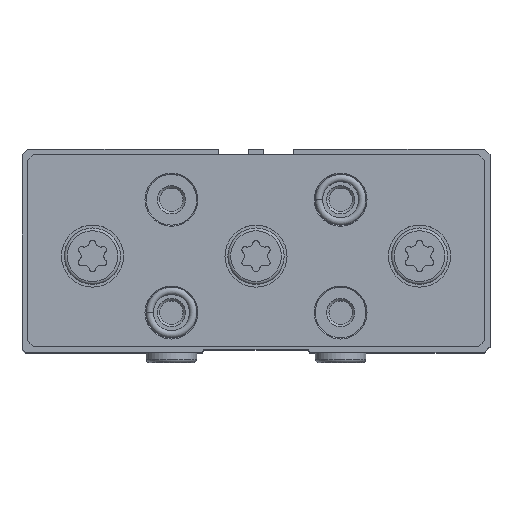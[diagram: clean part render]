
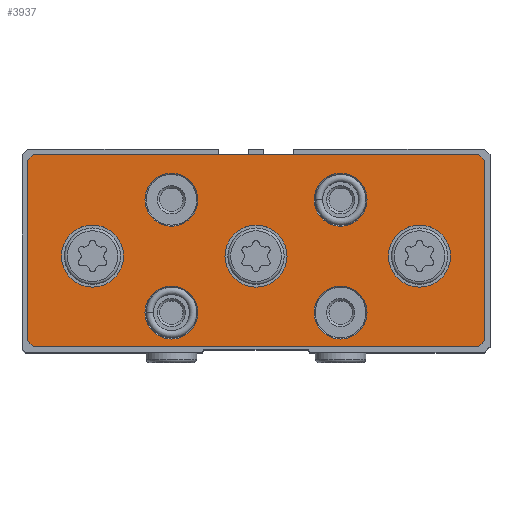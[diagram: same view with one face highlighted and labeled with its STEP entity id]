
A CAD part, top view. The second image highlights one B-rep face of the part: STEP entity #3937.
In plain terms, the highlighted face is planar.
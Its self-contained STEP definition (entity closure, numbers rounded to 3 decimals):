
#359=LINE('',#6546,#565);
#360=LINE('',#6549,#566);
#361=LINE('',#6551,#567);
#362=LINE('',#6553,#568);
#363=LINE('',#6555,#569);
#364=LINE('',#6557,#570);
#365=LINE('',#6559,#571);
#366=LINE('',#6561,#572);
#565=VECTOR('',#5293,1000.);
#566=VECTOR('',#5294,1000.);
#567=VECTOR('',#5295,1000.);
#568=VECTOR('',#5296,1000.);
#569=VECTOR('',#5297,1000.);
#570=VECTOR('',#5298,1000.);
#571=VECTOR('',#5299,1000.);
#572=VECTOR('',#5300,1000.);
#1101=ORIENTED_EDGE('',*,*,#1888,.F.);
#1102=ORIENTED_EDGE('',*,*,#1889,.F.);
#1103=ORIENTED_EDGE('',*,*,#1890,.F.);
#1104=ORIENTED_EDGE('',*,*,#1891,.F.);
#1105=ORIENTED_EDGE('',*,*,#1892,.F.);
#1106=ORIENTED_EDGE('',*,*,#1893,.F.);
#1107=ORIENTED_EDGE('',*,*,#1894,.F.);
#1108=ORIENTED_EDGE('',*,*,#1895,.T.);
#1109=ORIENTED_EDGE('',*,*,#1896,.T.);
#1110=ORIENTED_EDGE('',*,*,#1897,.T.);
#1111=ORIENTED_EDGE('',*,*,#1898,.T.);
#1112=ORIENTED_EDGE('',*,*,#1899,.T.);
#1113=ORIENTED_EDGE('',*,*,#1900,.T.);
#1114=ORIENTED_EDGE('',*,*,#1901,.T.);
#1115=ORIENTED_EDGE('',*,*,#1902,.T.);
#1888=EDGE_CURVE('',#2352,#2352,#2680,.T.);
#1889=EDGE_CURVE('',#2353,#2353,#2681,.T.);
#1890=EDGE_CURVE('',#2354,#2354,#2682,.T.);
#1891=EDGE_CURVE('',#2355,#2355,#2683,.T.);
#1892=EDGE_CURVE('',#2356,#2356,#2684,.T.);
#1893=EDGE_CURVE('',#2357,#2357,#2685,.T.);
#1894=EDGE_CURVE('',#2358,#2358,#2686,.T.);
#1895=EDGE_CURVE('',#2359,#2360,#359,.T.);
#1896=EDGE_CURVE('',#2360,#2361,#360,.T.);
#1897=EDGE_CURVE('',#2361,#2362,#361,.T.);
#1898=EDGE_CURVE('',#2362,#2363,#362,.T.);
#1899=EDGE_CURVE('',#2363,#2364,#363,.T.);
#1900=EDGE_CURVE('',#2364,#2365,#364,.T.);
#1901=EDGE_CURVE('',#2365,#2366,#365,.T.);
#1902=EDGE_CURVE('',#2366,#2359,#366,.T.);
#2352=VERTEX_POINT('',#6533);
#2353=VERTEX_POINT('',#6535);
#2354=VERTEX_POINT('',#6537);
#2355=VERTEX_POINT('',#6539);
#2356=VERTEX_POINT('',#6541);
#2357=VERTEX_POINT('',#6543);
#2358=VERTEX_POINT('',#6545);
#2359=VERTEX_POINT('',#6547);
#2360=VERTEX_POINT('',#6548);
#2361=VERTEX_POINT('',#6550);
#2362=VERTEX_POINT('',#6552);
#2363=VERTEX_POINT('',#6554);
#2364=VERTEX_POINT('',#6556);
#2365=VERTEX_POINT('',#6558);
#2366=VERTEX_POINT('',#6560);
#2680=CIRCLE('',#4383,5.5);
#2681=CIRCLE('',#4384,5.5);
#2682=CIRCLE('',#4385,5.5);
#2683=CIRCLE('',#4386,4.7);
#2684=CIRCLE('',#4387,4.7);
#2685=CIRCLE('',#4388,4.7);
#2686=CIRCLE('',#4389,4.7);
#3052=EDGE_LOOP('',(#1101));
#3053=EDGE_LOOP('',(#1102));
#3054=EDGE_LOOP('',(#1103));
#3055=EDGE_LOOP('',(#1104));
#3056=EDGE_LOOP('',(#1105));
#3057=EDGE_LOOP('',(#1106));
#3058=EDGE_LOOP('',(#1107));
#3059=EDGE_LOOP('',(#1108,#1109,#1110,#1111,#1112,#1113,#1114,#1115));
#3489=FACE_BOUND('',#3052,.T.);
#3490=FACE_BOUND('',#3053,.T.);
#3491=FACE_BOUND('',#3054,.T.);
#3492=FACE_BOUND('',#3055,.T.);
#3493=FACE_BOUND('',#3056,.T.);
#3494=FACE_BOUND('',#3057,.T.);
#3495=FACE_BOUND('',#3058,.T.);
#3496=FACE_BOUND('',#3059,.T.);
#3759=PLANE('',#4382);
#3937=ADVANCED_FACE('',(#3489,#3490,#3491,#3492,#3493,#3494,#3495,#3496),
#3759,.T.);
#4382=AXIS2_PLACEMENT_3D('',#6531,#5277,#5278);
#4383=AXIS2_PLACEMENT_3D('',#6532,#5279,#5280);
#4384=AXIS2_PLACEMENT_3D('',#6534,#5281,#5282);
#4385=AXIS2_PLACEMENT_3D('',#6536,#5283,#5284);
#4386=AXIS2_PLACEMENT_3D('',#6538,#5285,#5286);
#4387=AXIS2_PLACEMENT_3D('',#6540,#5287,#5288);
#4388=AXIS2_PLACEMENT_3D('',#6542,#5289,#5290);
#4389=AXIS2_PLACEMENT_3D('',#6544,#5291,#5292);
#5277=DIRECTION('',(1.,0.,0.));
#5278=DIRECTION('',(0.,0.,-1.));
#5279=DIRECTION('',(1.,0.,0.));
#5280=DIRECTION('',(0.,0.,-1.));
#5281=DIRECTION('',(1.,0.,0.));
#5282=DIRECTION('',(0.,0.,-1.));
#5283=DIRECTION('',(1.,0.,0.));
#5284=DIRECTION('',(0.,0.,-1.));
#5285=DIRECTION('',(1.,0.,0.));
#5286=DIRECTION('',(0.,0.,-1.));
#5287=DIRECTION('',(1.,0.,0.));
#5288=DIRECTION('',(0.,0.,-1.));
#5289=DIRECTION('',(1.,0.,0.));
#5290=DIRECTION('',(0.,0.,-1.));
#5291=DIRECTION('',(1.,0.,0.));
#5292=DIRECTION('',(0.,0.,-1.));
#5293=DIRECTION('',(0.,-1.,0.));
#5294=DIRECTION('',(0.,-0.707,-0.707));
#5295=DIRECTION('',(0.,0.,-1.));
#5296=DIRECTION('',(0.,0.707,-0.707));
#5297=DIRECTION('',(0.,1.,0.));
#5298=DIRECTION('',(0.,0.707,0.707));
#5299=DIRECTION('',(0.,0.,1.));
#5300=DIRECTION('',(0.,-0.707,0.707));
#6531=CARTESIAN_POINT('',(14.,0.,0.));
#6532=CARTESIAN_POINT('',(14.,0.,29.));
#6533=CARTESIAN_POINT('',(14.,0.,23.5));
#6534=CARTESIAN_POINT('',(14.,0.,-29.));
#6535=CARTESIAN_POINT('',(14.,0.,-34.5));
#6536=CARTESIAN_POINT('',(14.,0.,0.));
#6537=CARTESIAN_POINT('',(14.,0.,-5.5));
#6538=CARTESIAN_POINT('',(14.,-10.,15.));
#6539=CARTESIAN_POINT('',(14.,-10.,10.3));
#6540=CARTESIAN_POINT('',(14.,-10.,-15.));
#6541=CARTESIAN_POINT('',(14.,-10.,-19.7));
#6542=CARTESIAN_POINT('',(14.,10.,15.));
#6543=CARTESIAN_POINT('',(14.,10.,10.3));
#6544=CARTESIAN_POINT('',(14.,10.,-15.));
#6545=CARTESIAN_POINT('',(14.,10.,-19.7));
#6546=CARTESIAN_POINT('',(14.,17.,40.5));
#6547=CARTESIAN_POINT('',(14.,17.,40.5));
#6548=CARTESIAN_POINT('',(14.,-15.,40.5));
#6549=CARTESIAN_POINT('',(14.,-15.,40.5));
#6550=CARTESIAN_POINT('',(14.,-16.,39.5));
#6551=CARTESIAN_POINT('',(14.,-16.,39.5));
#6552=CARTESIAN_POINT('',(14.,-16.,-39.5));
#6553=CARTESIAN_POINT('',(14.,-16.,-39.5));
#6554=CARTESIAN_POINT('',(14.,-15.,-40.5));
#6555=CARTESIAN_POINT('',(14.,-15.,-40.5));
#6556=CARTESIAN_POINT('',(14.,17.,-40.5));
#6557=CARTESIAN_POINT('',(14.,17.,-40.5));
#6558=CARTESIAN_POINT('',(14.,18.,-39.5));
#6559=CARTESIAN_POINT('',(14.,18.,-39.5));
#6560=CARTESIAN_POINT('',(14.,18.,39.5));
#6561=CARTESIAN_POINT('',(14.,18.,39.5));
